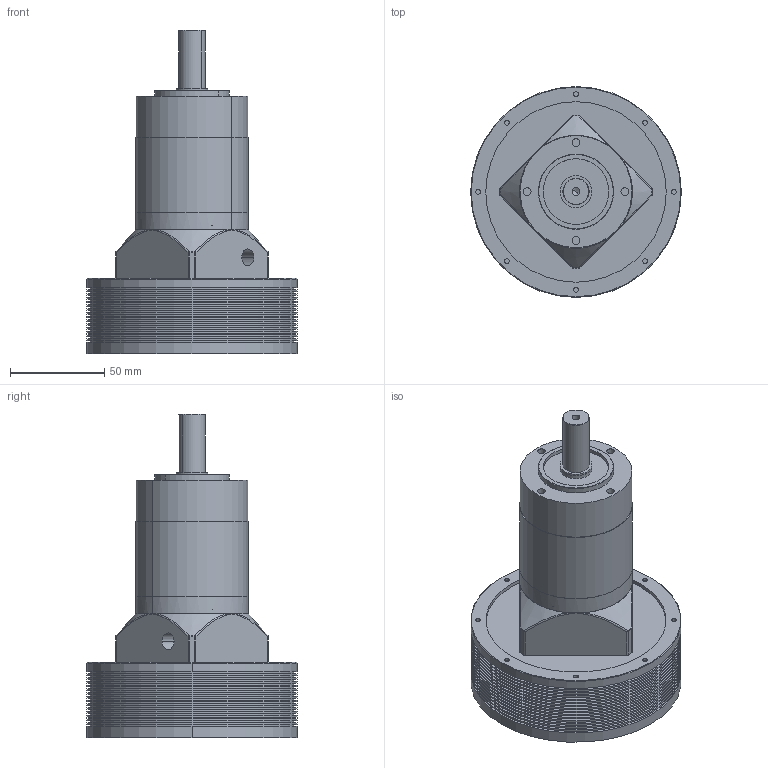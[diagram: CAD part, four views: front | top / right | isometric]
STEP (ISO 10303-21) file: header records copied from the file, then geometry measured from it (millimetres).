
FILE_DESCRIPTION (( 'STEP AP214' ), '1' );
FILE_NAME ('1.B112P(2ST).STEP', '2022-06-17T04:13:56', ( '' ), ( '' ), 'SwSTEP 2.0', 'SolidWorks 2018', '' );
FILE_SCHEMA (( 'AUTOMOTIVE_DESIGN' ));
Length unit declared in the file: millimetre
Products named in the file (1): 1.B112P(2ST)
Bounding box: 112 x 112 x 172 mm (x, y, z)
Volume: 662154.8 mm3; surface area: 83797 mm2
Topology: 14 solids, 32 shells, 634 faces, 1413 edges, 850 vertices
Faces by surface type: cylinder 259, plane 209, cone 72, bspline 66, torus 20, sphere 8
Entity records: 25071 total; most frequent: CARTESIAN_POINT 4605, DIRECTION 3052, ORIENTED_EDGE 2662, EDGE_CURVE 1331, AXIS2_PLACEMENT_3D 1277, VERTEX_POINT 850, EDGE_LOOP 751, CIRCLE 708
